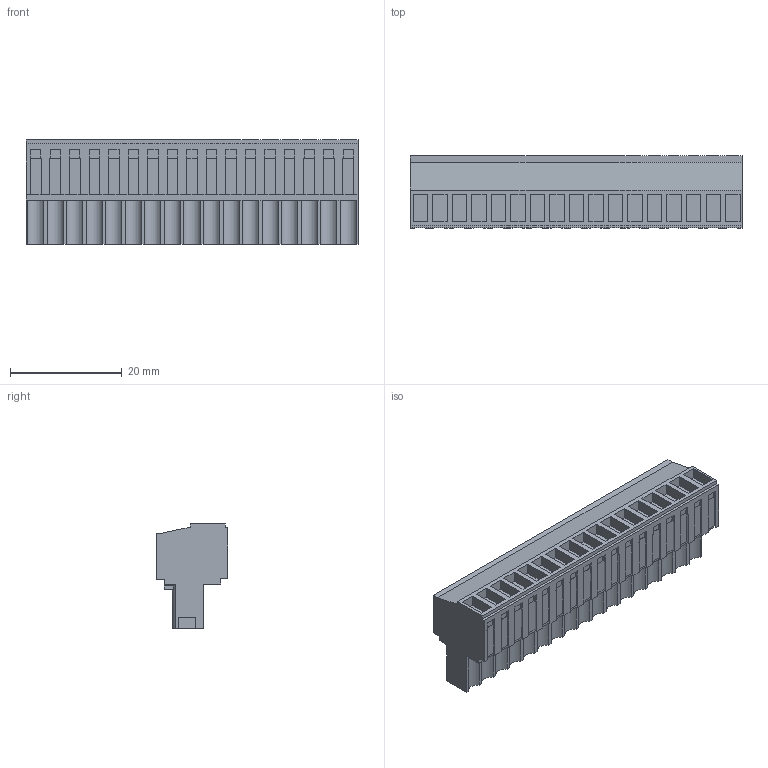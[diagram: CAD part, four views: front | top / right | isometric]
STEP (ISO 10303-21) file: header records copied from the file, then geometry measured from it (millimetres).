
FILE_DESCRIPTION(('CATIA V5 STEP Exchange','CAx-IF Rec.Pracs.--- Model Styling and Organization---1.2---2011-12-15'),'2;1');
FILE_NAME ('D1453642_0_1620370000_1620370000.stp','2017-04-25T09:04:09+00:00',('none'),('Weidmueller'),'CATIA Version 5-6 Release 2014','CATIA V5 STEP AP214','none');
FILE_SCHEMA(('AUTOMOTIVE_DESIGN { 1 0 10303 214 1 1 1 1 }'));
Length unit declared in the file: millimetre
Products named in the file (1): 1620370000
Bounding box: 59.5 x 12.9 x 18.7 mm (x, y, z)
Volume: 8790.9 mm3; surface area: 6714.2 mm2
Topology: 18 solids, 18 shells, 1005 faces, 2831 edges, 1930 vertices
Faces by surface type: plane 903, cylinder 102
Entity records: 29356 total; most frequent: ORIENTED_EDGE 5662, CARTESIAN_POINT 5250, DIRECTION 3807, EDGE_CURVE 2831, VECTOR 2457, LINE 2457, VERTEX_POINT 1930, EDGE_LOOP 1073
